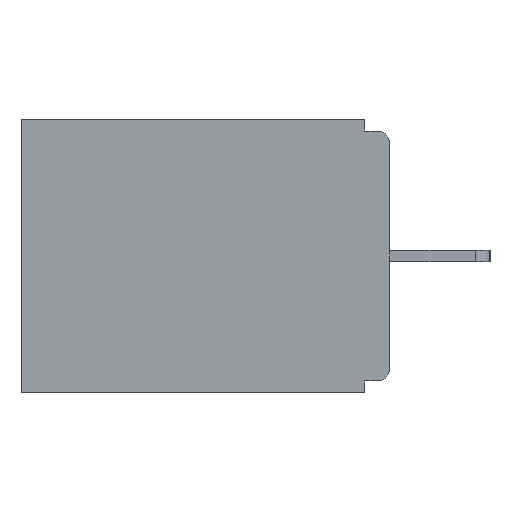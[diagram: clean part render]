
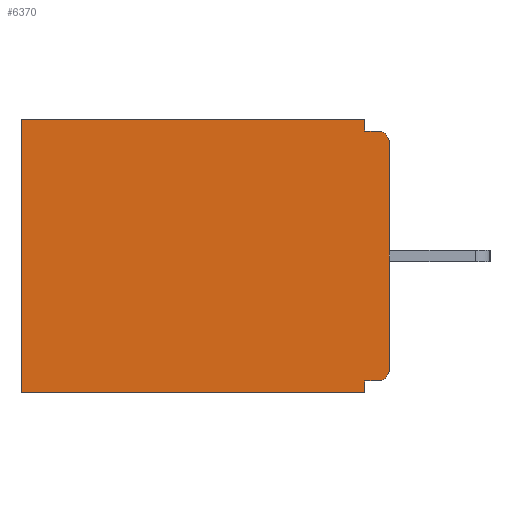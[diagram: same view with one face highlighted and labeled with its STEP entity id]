
A CAD part, left-side view. The second image highlights one B-rep face of the part: STEP entity #6370.
In plain terms, the highlighted planar face has unit normal (-1, 0, 0).
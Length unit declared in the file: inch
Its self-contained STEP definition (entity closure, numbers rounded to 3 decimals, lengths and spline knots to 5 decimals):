
#306 = FACE_OUTER_BOUND ( 'NONE', #14880, .T. ) ;
#774 = DIRECTION ( 'NONE',  ( -1., 0., 0. ) ) ;
#865 = VERTEX_POINT ( 'NONE', #3894 ) ;
#1109 = VERTEX_POINT ( 'NONE', #5030 ) ;
#1216 = CARTESIAN_POINT ( 'NONE',  ( 0.298, 0., -0.343 ) ) ;
#1256 = ORIENTED_EDGE ( 'NONE', *, *, #11612, .T. ) ;
#1691 = LINE ( 'NONE', #20985, #8761 ) ;
#2336 = EDGE_CURVE ( 'NONE', #19155, #16273, #11708, .T. ) ;
#2785 = CARTESIAN_POINT ( 'NONE',  ( 0.298, 0.015, -0.015 ) ) ;
#3198 = DIRECTION ( 'NONE',  ( 1., 0., 0. ) ) ;
#3663 = CARTESIAN_POINT ( 'NONE',  ( 0.298, 0.031, 0. ) ) ;
#3668 = CARTESIAN_POINT ( 'NONE',  ( 0.298, 0., -0.015 ) ) ;
#3894 = CARTESIAN_POINT ( 'NONE',  ( 0.298, 0., -0.313 ) ) ;
#4067 = ORIENTED_EDGE ( 'NONE', *, *, #2336, .F. ) ;
#4890 = DIRECTION ( 'NONE',  ( 0., 0., -1. ) ) ;
#5030 = CARTESIAN_POINT ( 'NONE',  ( 0.298, 0.031, -0.343 ) ) ;
#5061 = AXIS2_PLACEMENT_3D ( 'NONE', #13393, #3198, #13500 ) ;
#5625 = CARTESIAN_POINT ( 'NONE',  ( 0.298, 0.031, -0.343 ) ) ;
#5687 = VECTOR ( 'NONE', #18932, 39.37008 ) ;
#5920 = VERTEX_POINT ( 'NONE', #3663 ) ;
#5987 = CARTESIAN_POINT ( 'NONE',  ( 0.298, 0., -0.03 ) ) ;
#6315 = DIRECTION ( 'NONE',  ( 0., 0., -1. ) ) ;
#6370 = ADVANCED_FACE ( 'NONE', ( #306 ), #11367, .F. ) ;
#6493 = VECTOR ( 'NONE', #7135, 39.37008 ) ;
#6767 = LINE ( 'NONE', #11498, #11793 ) ;
#6901 = VECTOR ( 'NONE', #16858, 39.37008 ) ;
#7135 = DIRECTION ( 'NONE',  ( 0., 1., 0. ) ) ;
#7219 = ORIENTED_EDGE ( 'NONE', *, *, #13186, .F. ) ;
#7269 = CIRCLE ( 'NONE', #8654, 0.015 ) ;
#7322 = VECTOR ( 'NONE', #16405, 39.37008 ) ;
#7986 = ORIENTED_EDGE ( 'NONE', *, *, #10150, .T. ) ;
#8025 = EDGE_CURVE ( 'NONE', #12829, #20639, #18496, .T. ) ;
#8614 = CARTESIAN_POINT ( 'NONE',  ( 0.298, 0., 0. ) ) ;
#8632 = LINE ( 'NONE', #12280, #16691 ) ;
#8654 = AXIS2_PLACEMENT_3D ( 'NONE', #20816, #9694, #6315 ) ;
#8655 = AXIS2_PLACEMENT_3D ( 'NONE', #9144, #774, #14048 ) ;
#8761 = VECTOR ( 'NONE', #4890, 39.37008 ) ;
#8974 = LINE ( 'NONE', #5625, #5687 ) ;
#9144 = CARTESIAN_POINT ( 'NONE',  ( 0.298, 0.015, -0.313 ) ) ;
#9177 = VERTEX_POINT ( 'NONE', #5987 ) ;
#9694 = DIRECTION ( 'NONE',  ( -1., 0., 0. ) ) ;
#10150 = EDGE_CURVE ( 'NONE', #12829, #865, #13077, .T. ) ;
#11367 = PLANE ( 'NONE',  #5061 ) ;
#11498 = CARTESIAN_POINT ( 'NONE',  ( 0.298, 0.031, -0.343 ) ) ;
#11536 = ORIENTED_EDGE ( 'NONE', *, *, #14517, .F. ) ;
#11612 = EDGE_CURVE ( 'NONE', #5920, #20635, #13342, .T. ) ;
#11708 = LINE ( 'NONE', #3668, #7322 ) ;
#11793 = VECTOR ( 'NONE', #18013, 39.37008 ) ;
#11800 = EDGE_CURVE ( 'NONE', #9177, #16273, #7269, .T. ) ;
#11877 = EDGE_CURVE ( 'NONE', #1109, #13814, #15886, .T. ) ;
#12280 = CARTESIAN_POINT ( 'NONE',  ( 0.298, 0.46, 0. ) ) ;
#12352 = CARTESIAN_POINT ( 'NONE',  ( 0.298, 0.46, 0. ) ) ;
#12519 = ORIENTED_EDGE ( 'NONE', *, *, #11800, .T. ) ;
#12829 = VERTEX_POINT ( 'NONE', #15685 ) ;
#13077 = CIRCLE ( 'NONE', #8655, 0.015 ) ;
#13186 = EDGE_CURVE ( 'NONE', #5920, #19155, #6767, .T. ) ;
#13342 = LINE ( 'NONE', #8614, #6901 ) ;
#13393 = CARTESIAN_POINT ( 'NONE',  ( 0.298, 0., 0. ) ) ;
#13500 = DIRECTION ( 'NONE',  ( 0., 0., -1. ) ) ;
#13814 = VERTEX_POINT ( 'NONE', #19653 ) ;
#14048 = DIRECTION ( 'NONE',  ( 0., 0., -1. ) ) ;
#14121 = VECTOR ( 'NONE', #21124, 39.37008 ) ;
#14517 = EDGE_CURVE ( 'NONE', #9177, #865, #1691, .T. ) ;
#14880 = EDGE_LOOP ( 'NONE', ( #12519, #4067, #7219, #1256, #15303, #19498, #15454, #17562, #7986, #11536 ) ) ;
#15303 = ORIENTED_EDGE ( 'NONE', *, *, #18850, .T. ) ;
#15454 = ORIENTED_EDGE ( 'NONE', *, *, #17136, .F. ) ;
#15685 = CARTESIAN_POINT ( 'NONE',  ( 0.298, 0.015, -0.328 ) ) ;
#15886 = LINE ( 'NONE', #1216, #14121 ) ;
#16273 = VERTEX_POINT ( 'NONE', #2785 ) ;
#16405 = DIRECTION ( 'NONE',  ( 0., -1., 0. ) ) ;
#16674 = CARTESIAN_POINT ( 'NONE',  ( 0.298, 0., -0.328 ) ) ;
#16691 = VECTOR ( 'NONE', #17518, 39.37008 ) ;
#16858 = DIRECTION ( 'NONE',  ( 0., 1., 0. ) ) ;
#17136 = EDGE_CURVE ( 'NONE', #20639, #1109, #8974, .T. ) ;
#17396 = CARTESIAN_POINT ( 'NONE',  ( 0.298, 0.031, -0.328 ) ) ;
#17518 = DIRECTION ( 'NONE',  ( 0., 0., -1. ) ) ;
#17562 = ORIENTED_EDGE ( 'NONE', *, *, #8025, .F. ) ;
#18013 = DIRECTION ( 'NONE',  ( 0., 0., -1. ) ) ;
#18496 = LINE ( 'NONE', #16674, #6493 ) ;
#18850 = EDGE_CURVE ( 'NONE', #20635, #13814, #8632, .T. ) ;
#18932 = DIRECTION ( 'NONE',  ( 0., 0., -1. ) ) ;
#19155 = VERTEX_POINT ( 'NONE', #19431 ) ;
#19431 = CARTESIAN_POINT ( 'NONE',  ( 0.298, 0.031, -0.015 ) ) ;
#19498 = ORIENTED_EDGE ( 'NONE', *, *, #11877, .F. ) ;
#19653 = CARTESIAN_POINT ( 'NONE',  ( 0.298, 0.46, -0.343 ) ) ;
#20635 = VERTEX_POINT ( 'NONE', #12352 ) ;
#20639 = VERTEX_POINT ( 'NONE', #17396 ) ;
#20816 = CARTESIAN_POINT ( 'NONE',  ( 0.298, 0.015, -0.03 ) ) ;
#20985 = CARTESIAN_POINT ( 'NONE',  ( 0.298, 0., 0. ) ) ;
#21124 = DIRECTION ( 'NONE',  ( 0., 1., 0. ) ) ;
